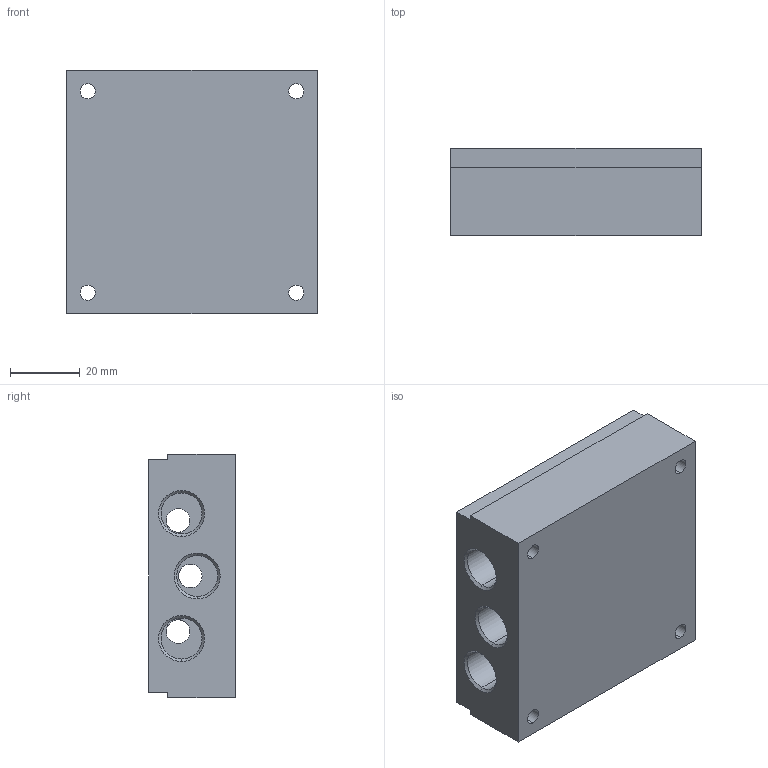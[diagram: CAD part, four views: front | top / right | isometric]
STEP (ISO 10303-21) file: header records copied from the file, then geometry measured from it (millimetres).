
FILE_DESCRIPTION (( 'STEP AP203' ), '1' );
FILE_NAME ('08.083.2.STEP', '2018-12-18T16:41:46', ( '' ), ( '' ), 'SwSTEP 2.0', 'SolidWorks 2016', '' );
FILE_SCHEMA (( 'CONFIG_CONTROL_DESIGN' ));
Length unit declared in the file: millimetre
Products named in the file (1): 08.083.2
Bounding box: 72 x 25 x 70 mm (x, y, z)
Volume: 108210.1 mm3; surface area: 25129.7 mm2
Topology: 1 solids, 1 shells, 147 faces, 354 edges, 228 vertices
Faces by surface type: cylinder 82, plane 41, cone 24
Entity records: 4959 total; most frequent: CARTESIAN_POINT 1270, DIRECTION 802, ORIENTED_EDGE 708, EDGE_CURVE 354, AXIS2_PLACEMENT_3D 330, VERTEX_POINT 228, EDGE_LOOP 198, CIRCLE 182
